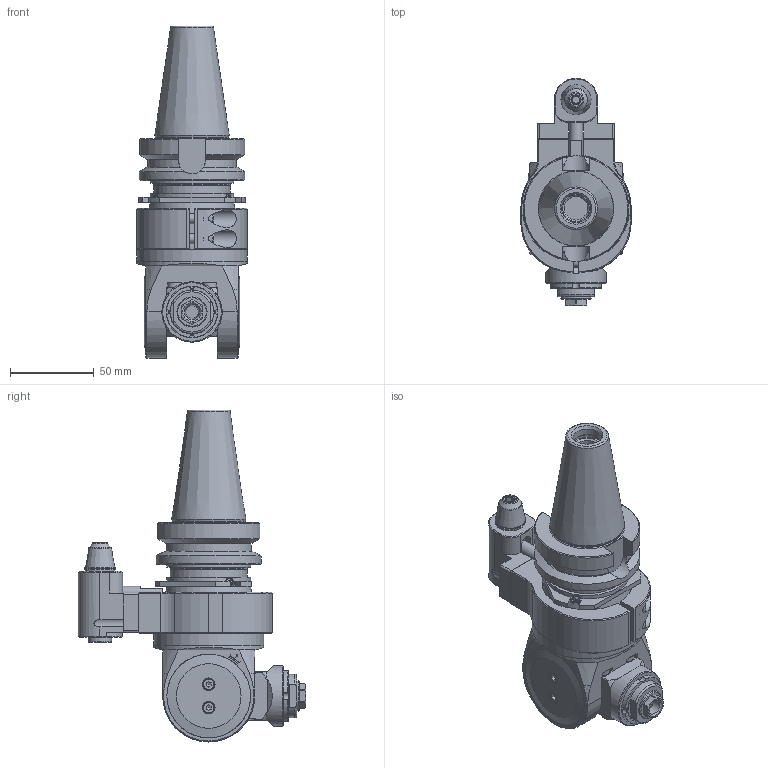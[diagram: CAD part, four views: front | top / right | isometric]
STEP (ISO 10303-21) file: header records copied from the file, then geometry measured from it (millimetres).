
FILE_DESCRIPTION(/* description */ (''),/* implementation_level */ '2;1');
FILE_NAME(/* name */ '9.FLU.07000-0B40.stp',/* time_stamp */ '2024-07-16T09:57:03-04:00',/* author */ ('jkrenzer'),/* organization */ (''),/* preprocessor_version */ 'ST-DEVELOPER v18.1',/* originating_system */ 'Autodesk Inventor 2022',/* authorisation */ '');
FILE_SCHEMA (('AUTOMOTIVE_DESIGN { 1 0 10303 214 3 1 1 }'));
Length unit declared in the file: millimetre
Products named in the file (3): 9.FLU.07000-0B40; 9_GA0_346_2   (Type 0, BT40, 65mm); 9_FLU_07000
Assembly tree (2 placements, depth 2):
  9.FLU.07000-0B40
    9_GA0_346_2   (Type 0, BT40, 65mm)
    9_FLU_07000
Bounding box: 66 x 136 x 198.4 mm (x, y, z)
Volume: 466831.3 mm3; surface area: 99168.8 mm2
Topology: 6 solids, 9 shells, 604 faces, 1540 edges, 1002 vertices
Faces by surface type: plane 344, cylinder 141, cone 90, torus 25, bspline 4
Full cylindrical faces by diameter (mm): 4.2 x1, 5 x1, 5.2 x1, 5.5 x2, 6 x3, 7 x3, 7.5 x4, 8 x5, 8.5 x8, 9 x2, 9.4 x2, 10 x4, 10.5 x2, 10.8 x1, 11.6 x1, 12 x2, 14 x2, 17 x1, 17.6 x1, 18 x3, 18.6 x1, 26 x1, 26.5 x1, 36 x1, 43.85 x1, 46 x2, 50 x6, 58 x1, 63 x1, 65.8 x1
Entity records: 18823 total; most frequent: CARTESIAN_POINT 4190, ORIENTED_EDGE 3050, DIRECTION 3036, EDGE_CURVE 1527, AXIS2_PLACEMENT_3D 1100, VERTEX_POINT 1002, LINE 836, VECTOR 836
